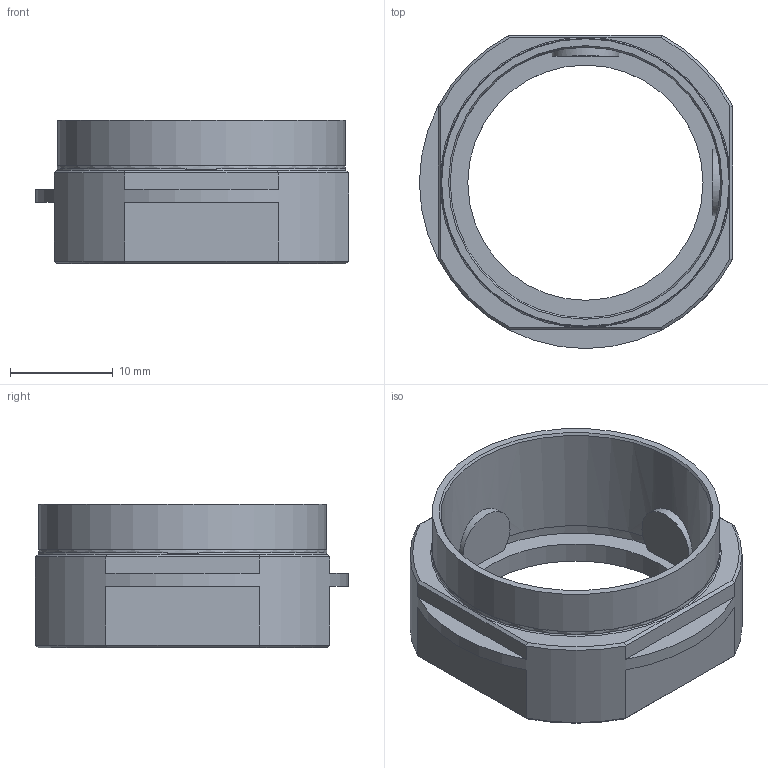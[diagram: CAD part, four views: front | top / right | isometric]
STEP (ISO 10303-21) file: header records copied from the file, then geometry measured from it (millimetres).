
FILE_DESCRIPTION(/* description */ ('STEP AP214'),/* implementation_level */ '2;1');
FILE_NAME(/* name */ '20_Cube_Insert_XY_manipulator_inner_v3.ipt.step',/* time_stamp */ '2022-11-29T08:10:28+01:00',/* author */ (''),/* organization */ (''),/* preprocessor_version */ 'ST-DEVELOPER v18.1',/* originating_system */ 'Autodesk Inventor 2022',/* authorisation */ '');
FILE_SCHEMA (('AUTOMOTIVE_DESIGN { 1 0 10303 214 3 1 1 }'));
Length unit declared in the file: inch
Products named in the file (1): 20_Cube_Insert_XY_manipulator_inner_v3
Bounding box: 30.43 x 30.43 x 13.97 mm (x, y, z)
Volume: 2513 mm3; surface area: 3188.1 mm2
Topology: 1 solids, 1 shells, 57 faces, 135 edges, 82 vertices
Faces by surface type: plane 30, cylinder 10, cone 9, bspline 4, torus 4
Full cylindrical faces by diameter (mm): 22.86 x1, 26.289 x1, 27.94 x1, 28 x1
Entity records: 1978 total; most frequent: CARTESIAN_POINT 563, ORIENTED_EDGE 270, DIRECTION 269, EDGE_CURVE 135, AXIS2_PLACEMENT_3D 107, VERTEX_POINT 82, EDGE_LOOP 61, STYLED_ITEM 59
